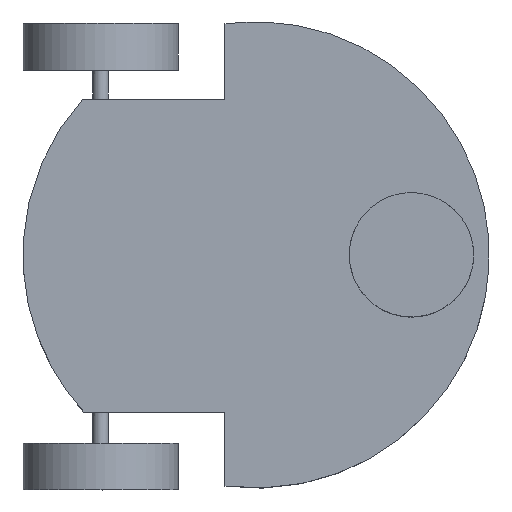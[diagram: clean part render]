
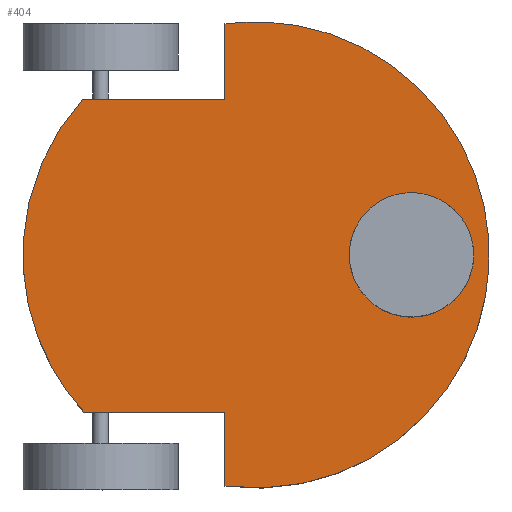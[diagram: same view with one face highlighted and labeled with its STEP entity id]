
A CAD part, top view. The second image highlights one B-rep face of the part: STEP entity #404.
In plain terms, the highlighted free-form (B-spline) face has degree [1, 1] with [2, 2] control points.
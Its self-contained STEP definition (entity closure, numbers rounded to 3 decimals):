
#34 = VERTEX_POINT('',#35);
#35 = CARTESIAN_POINT('',(81.96,0.,
    58.543));
#40 = EDGE_CURVE('',#34,#34,#41,.T.);
#41 = ( BOUNDED_CURVE() B_SPLINE_CURVE(2,(#42,#43,#44,#45,#46,#47,#48),
.UNSPECIFIED.,.T.,.F.) B_SPLINE_CURVE_WITH_KNOTS((3,2,2,3),(
    3.142,5.236,7.33,9.425),
.PIECEWISE_BEZIER_KNOTS.) CURVE() GEOMETRIC_REPRESENTATION_ITEM() 
RATIONAL_B_SPLINE_CURVE((1.,0.5,1.,0.5,1.,0.5,1.)) REPRESENTATION_ITEM(
  '') );
#42 = CARTESIAN_POINT('',(81.96,0.,
    58.543));
#43 = CARTESIAN_POINT('',(81.96,-40.56,
    58.543));
#44 = CARTESIAN_POINT('',(46.834,-20.28,
    58.543));
#45 = CARTESIAN_POINT('',(11.709,0.,
    58.543));
#46 = CARTESIAN_POINT('',(46.834,20.28,58.543
    ));
#47 = CARTESIAN_POINT('',(81.96,40.56,
    58.543));
#48 = CARTESIAN_POINT('',(81.96,0.,
    58.543));
#138 = VERTEX_POINT('',#139);
#139 = CARTESIAN_POINT('',(-64.891,-59.165,
    58.543));
#144 = EDGE_CURVE('',#145,#138,#147,.T.);
#145 = VERTEX_POINT('',#146);
#146 = CARTESIAN_POINT('',(-65.291,58.723,
    58.543));
#147 = ( BOUNDED_CURVE() B_SPLINE_CURVE(2,(#148,#149,#150),
.UNSPECIFIED.,.F.,.F.) B_SPLINE_CURVE_WITH_KNOTS((3,3),(2.409,
3.881),.PIECEWISE_BEZIER_KNOTS.) CURVE() 
GEOMETRIC_REPRESENTATION_ITEM() RATIONAL_B_SPLINE_CURVE((1.,
0.741,1.)) REPRESENTATION_ITEM('') );
#148 = CARTESIAN_POINT('',(-65.291,58.723,
    58.543));
#149 = CARTESIAN_POINT('',(-118.469,-0.402,
    58.543));
#150 = CARTESIAN_POINT('',(-64.891,-59.165,
    58.543));
#169 = VERTEX_POINT('',#170);
#170 = CARTESIAN_POINT('',(-11.709,-59.165,
    58.543));
#175 = EDGE_CURVE('',#138,#169,#176,.T.);
#176 = B_SPLINE_CURVE_WITH_KNOTS('',1,(#177,#178),.UNSPECIFIED.,.F.,.F.,
  (2,2),(-27.711,17.711),.PIECEWISE_BEZIER_KNOTS.);
#177 = CARTESIAN_POINT('',(-64.891,-59.165,
    58.543));
#178 = CARTESIAN_POINT('',(-11.709,-59.165,
    58.543));
#205 = VERTEX_POINT('',#206);
#206 = CARTESIAN_POINT('',(-11.709,-87.03,
    58.543));
#211 = EDGE_CURVE('',#169,#205,#212,.T.);
#212 = B_SPLINE_CURVE_WITH_KNOTS('',1,(#213,#214),.UNSPECIFIED.,.F.,.F.,
  (2,2),(25.266,49.065),.PIECEWISE_BEZIER_KNOTS.);
#213 = CARTESIAN_POINT('',(-11.709,-59.165,
    58.543));
#214 = CARTESIAN_POINT('',(-11.709,-87.03,
    58.543));
#338 = EDGE_CURVE('',#339,#145,#341,.T.);
#339 = VERTEX_POINT('',#340);
#340 = CARTESIAN_POINT('',(-11.709,58.723,
    58.543));
#341 = B_SPLINE_CURVE_WITH_KNOTS('',1,(#342,#343),.UNSPECIFIED.,.F.,.F.,
  (2,2),(5.,50.763),.PIECEWISE_BEZIER_KNOTS.);
#342 = CARTESIAN_POINT('',(-11.709,58.723,
    58.543));
#343 = CARTESIAN_POINT('',(-65.291,58.723,
    58.543));
#363 = EDGE_CURVE('',#364,#339,#366,.T.);
#364 = VERTEX_POINT('',#365);
#365 = CARTESIAN_POINT('',(-11.709,87.03,
    58.543));
#366 = B_SPLINE_CURVE_WITH_KNOTS('',1,(#367,#368),.UNSPECIFIED.,.F.,.F.,
  (2,2),(-37.165,-12.989),.PIECEWISE_BEZIER_KNOTS.);
#367 = CARTESIAN_POINT('',(-11.709,87.03,
    58.543));
#368 = CARTESIAN_POINT('',(-11.709,58.723,
    58.543));
#385 = EDGE_CURVE('',#205,#364,#386,.T.);
#386 = ( BOUNDED_CURVE() B_SPLINE_CURVE(2,(#387,#388,#389,#390,#391),
.UNSPECIFIED.,.F.,.F.) B_SPLINE_CURVE_WITH_KNOTS((3,2,3),(4.579
,6.283,7.988),.PIECEWISE_BEZIER_KNOTS.) CURVE() 
GEOMETRIC_REPRESENTATION_ITEM() RATIONAL_B_SPLINE_CURVE((1.,
0.658,1.,0.658,1.)) REPRESENTATION_ITEM('') );
#387 = CARTESIAN_POINT('',(-11.709,-87.03,
    58.543));
#388 = CARTESIAN_POINT('',(87.814,-100.419,
    58.543));
#389 = CARTESIAN_POINT('',(87.814,0.,
    58.543));
#390 = CARTESIAN_POINT('',(87.814,100.419,
    58.543));
#391 = CARTESIAN_POINT('',(-11.709,87.03,
    58.543));
#404 = ADVANCED_FACE('',(#405,#413),#416,.T.);
#405 = FACE_BOUND('',#406,.T.);
#406 = EDGE_LOOP('',(#407,#408,#409,#410,#411,#412));
#407 = ORIENTED_EDGE('',*,*,#211,.T.);
#408 = ORIENTED_EDGE('',*,*,#385,.T.);
#409 = ORIENTED_EDGE('',*,*,#363,.T.);
#410 = ORIENTED_EDGE('',*,*,#338,.T.);
#411 = ORIENTED_EDGE('',*,*,#144,.T.);
#412 = ORIENTED_EDGE('',*,*,#175,.T.);
#413 = FACE_BOUND('',#414,.T.);
#414 = EDGE_LOOP('',(#415));
#415 = ORIENTED_EDGE('',*,*,#40,.T.);
#416 = B_SPLINE_SURFACE_WITH_KNOTS('',1,1,(
    (#417,#418)
    ,(#419,#420
    )),.UNSPECIFIED.,.F.,.F.,.F.,(2,2),(2,2),(-75.,75.),(-75.,75.),
  .PIECEWISE_BEZIER_KNOTS.);
#417 = CARTESIAN_POINT('',(-87.814,-87.814,
    58.543));
#418 = CARTESIAN_POINT('',(-87.814,87.814,
    58.543));
#419 = CARTESIAN_POINT('',(87.814,-87.814,
    58.543));
#420 = CARTESIAN_POINT('',(87.814,87.814,
    58.543));
